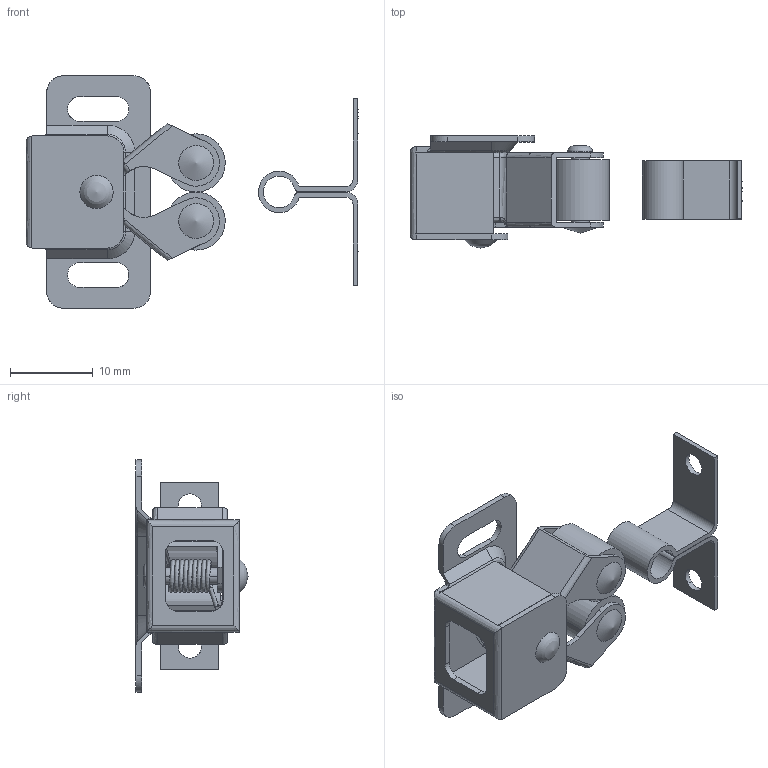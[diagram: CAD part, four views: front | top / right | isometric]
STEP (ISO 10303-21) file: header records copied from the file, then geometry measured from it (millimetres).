
FILE_DESCRIPTION((''),'2;1');
FILE_NAME('','2005-07-15T15:21:51',(''),(''),'','CADfix','');
FILE_SCHEMA(('AUTOMOTIVE_DESIGN'));
Length unit declared in the file: millimetre
Products named in the file (8): arm; roller; shaft_B; keeper; spring; shaft_A; housing; TL_221_2_27686_36
Assembly tree (10 placements, depth 2):
  TL_221_2_27686_36
    arm  x2
    roller  x2
    shaft_B  x2
    keeper
    spring
    shaft_A
    housing
Bounding box: 40 x 13.5 x 28 mm (x, y, z)
Volume: 1632.7 mm3; surface area: 4515.4 mm2
Topology: 10 solids, 10 shells, 262 faces, 776 edges, 538 vertices
Faces by surface type: bspline 262
Entity records: 10814 total; most frequent: CARTESIAN_POINT 7461, ORIENTED_EDGE 1128, EDGE_CURVE 564, VERTEX_POINT 391, QUASI_UNIFORM_CURVE 268, EDGE_LOOP 219, FACE_OUTER_BOUND 191, ADVANCED_FACE 191
